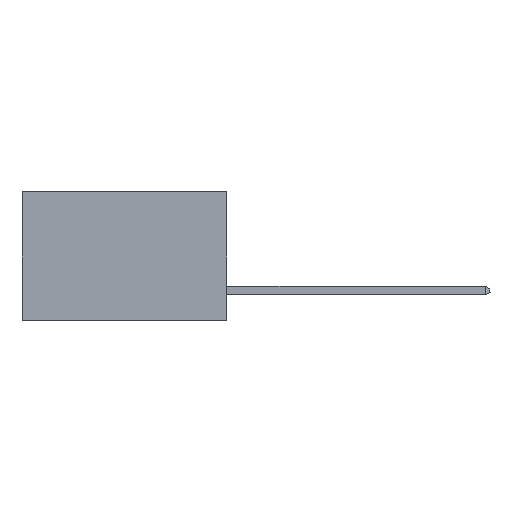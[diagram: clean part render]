
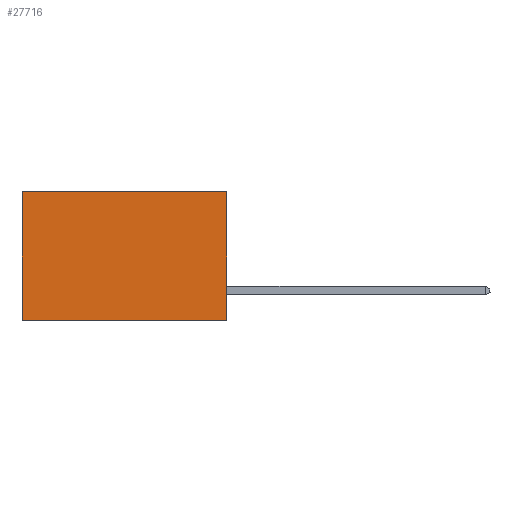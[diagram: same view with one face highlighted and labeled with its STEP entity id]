
A CAD part, left-side view. The second image highlights one B-rep face of the part: STEP entity #27716.
In plain terms, the highlighted planar face has unit normal (-1, 0, 0).
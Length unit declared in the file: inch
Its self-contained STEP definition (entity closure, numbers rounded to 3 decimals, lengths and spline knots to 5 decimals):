
#1878 = ORIENTED_EDGE ( 'NONE', *, *, #10599, .F. ) ;
#2416 = EDGE_CURVE ( 'NONE', #18177, #3816, #5793, .T. ) ;
#3088 = LINE ( 'NONE', #17538, #20305 ) ;
#3816 = VERTEX_POINT ( 'NONE', #12831 ) ;
#3912 = DIRECTION ( 'NONE',  ( 0., 0., -1. ) ) ;
#5026 = CARTESIAN_POINT ( 'NONE',  ( 0.277, 0., 0. ) ) ;
#5793 = LINE ( 'NONE', #9693, #22310 ) ;
#5799 = DIRECTION ( 'NONE',  ( 0., 0., -1. ) ) ;
#6188 = CARTESIAN_POINT ( 'NONE',  ( 0.277, 0., -0.37 ) ) ;
#6357 = ORIENTED_EDGE ( 'NONE', *, *, #2416, .F. ) ;
#6402 = VECTOR ( 'NONE', #6871, 39.37008 ) ;
#6656 = AXIS2_PLACEMENT_3D ( 'NONE', #6836, #9021, #24027 ) ;
#6836 = CARTESIAN_POINT ( 'NONE',  ( 0.277, 0., -0.37 ) ) ;
#6871 = DIRECTION ( 'NONE',  ( 0., 1., 0. ) ) ;
#8510 = EDGE_CURVE ( 'NONE', #22535, #3816, #3088, .T. ) ;
#9021 = DIRECTION ( 'NONE',  ( 1., 0., 0. ) ) ;
#9057 = CARTESIAN_POINT ( 'NONE',  ( 0.277, 0., 0. ) ) ;
#9196 = CARTESIAN_POINT ( 'NONE',  ( 0.277, 0.59, 0. ) ) ;
#9217 = DIRECTION ( 'NONE',  ( 0., 1., 0. ) ) ;
#9693 = CARTESIAN_POINT ( 'NONE',  ( 0.277, 0., -0.37 ) ) ;
#10599 = EDGE_CURVE ( 'NONE', #18521, #18177, #18361, .T. ) ;
#12167 = ORIENTED_EDGE ( 'NONE', *, *, #8510, .T. ) ;
#12673 = VECTOR ( 'NONE', #5799, 39.37008 ) ;
#12831 = CARTESIAN_POINT ( 'NONE',  ( 0.277, 0.59, -0.37 ) ) ;
#14925 = EDGE_LOOP ( 'NONE', ( #12167, #6357, #1878, #23643 ) ) ;
#17387 = CARTESIAN_POINT ( 'NONE',  ( 0.277, 0., -0.37 ) ) ;
#17538 = CARTESIAN_POINT ( 'NONE',  ( 0.277, 0.59, -0.37 ) ) ;
#18177 = VERTEX_POINT ( 'NONE', #6188 ) ;
#18361 = LINE ( 'NONE', #17387, #12673 ) ;
#18521 = VERTEX_POINT ( 'NONE', #5026 ) ;
#19680 = PLANE ( 'NONE',  #6656 ) ;
#20305 = VECTOR ( 'NONE', #3912, 39.37008 ) ;
#22242 = LINE ( 'NONE', #9057, #6402 ) ;
#22310 = VECTOR ( 'NONE', #9217, 39.37008 ) ;
#22535 = VERTEX_POINT ( 'NONE', #9196 ) ;
#23186 = FACE_OUTER_BOUND ( 'NONE', #14925, .T. ) ;
#23643 = ORIENTED_EDGE ( 'NONE', *, *, #27073, .T. ) ;
#24027 = DIRECTION ( 'NONE',  ( 0., 0., -1. ) ) ;
#27073 = EDGE_CURVE ( 'NONE', #18521, #22535, #22242, .T. ) ;
#27716 = ADVANCED_FACE ( 'NONE', ( #23186 ), #19680, .F. ) ;
